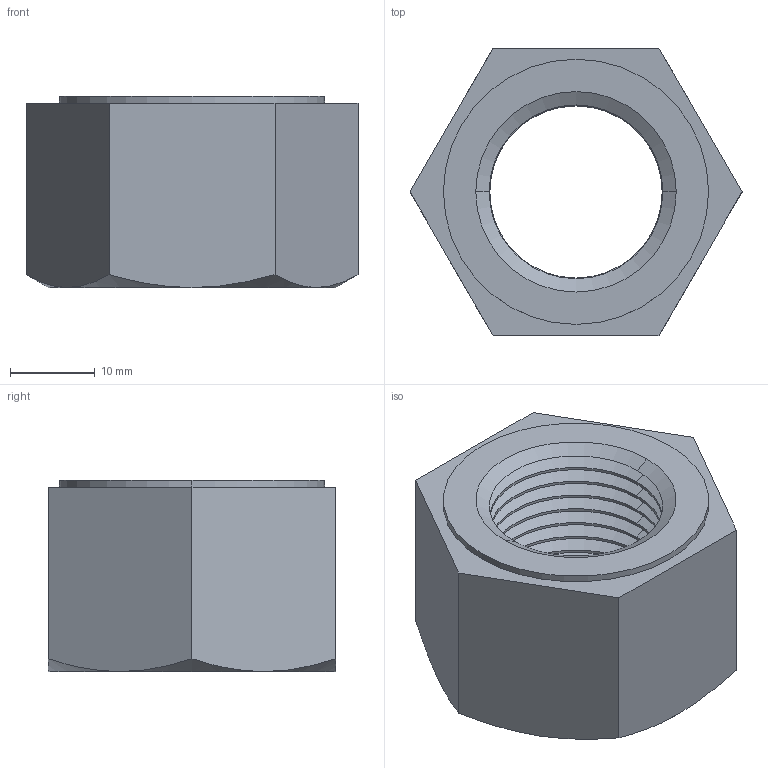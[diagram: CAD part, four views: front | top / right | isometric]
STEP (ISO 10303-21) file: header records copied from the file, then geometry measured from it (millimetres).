
FILE_DESCRIPTION (( 'STEP AP214' ), '1' );
FILE_NAME ('M22-A.STEP', '2021-10-17T16:39:29', ( 'China' ), ( 'Home' ), 'SwSTEP 2.0', 'SolidWorks 2018', '' );
FILE_SCHEMA (( 'AUTOMOTIVE_DESIGN' ));
Length unit declared in the file: millimetre
Products named in the file (1): M22-A
Bounding box: 39.26 x 34 x 22.6 mm (x, y, z)
Volume: 14060.2 mm3; surface area: 6581.6 mm2
Topology: 1 solids, 1 shells, 86 faces, 176 edges, 93 vertices
Faces by surface type: cone 55, cylinder 22, plane 9
Entity records: 2295 total; most frequent: CARTESIAN_POINT 440, DIRECTION 419, ORIENTED_EDGE 352, EDGE_CURVE 176, AXIS2_PLACEMENT_3D 168, VERTEX_POINT 93, EDGE_LOOP 89, FACE_OUTER_BOUND 86
